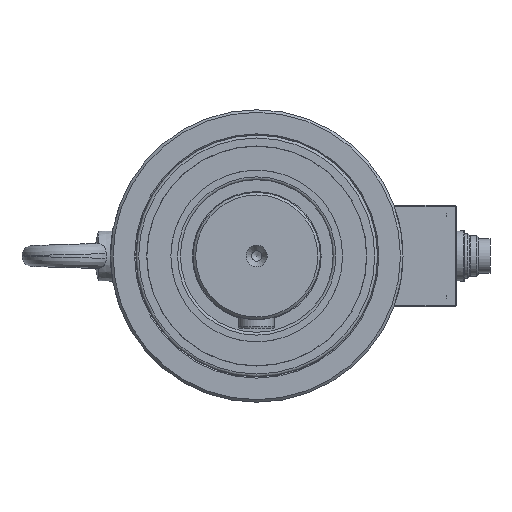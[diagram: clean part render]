
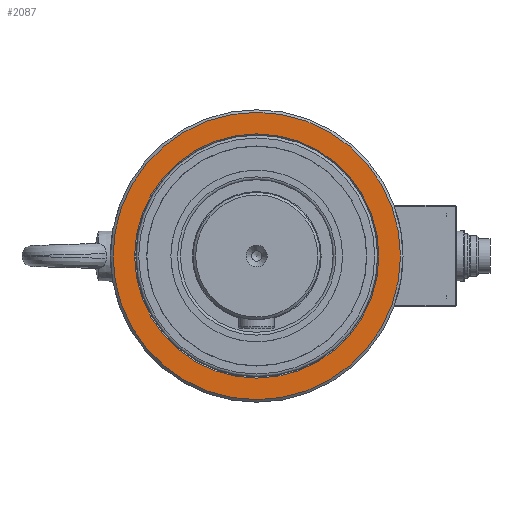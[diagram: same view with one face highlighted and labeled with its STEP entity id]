
A CAD part, left-side view. The second image highlights one B-rep face of the part: STEP entity #2087.
In plain terms, the highlighted planar face has unit normal (-1, 0, 0).
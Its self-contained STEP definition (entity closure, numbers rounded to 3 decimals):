
#2087 = ADVANCED_FACE( '', ( #4091, #4092 ), #4093, .T. );
#4091 = FACE_OUTER_BOUND( '', #7575, .T. );
#4092 = FACE_BOUND( '', #7576, .T. );
#4093 = PLANE( '', #7577 );
#7575 = EDGE_LOOP( '', ( #10874 ) );
#7576 = EDGE_LOOP( '', ( #10875 ) );
#7577 = AXIS2_PLACEMENT_3D( '', #10876, #10877, #10878 );
#10874 = ORIENTED_EDGE( '', *, *, #11335, .T. );
#10875 = ORIENTED_EDGE( '', *, *, #11432, .T. );
#10876 = CARTESIAN_POINT( '', ( 0., 0., 0. ) );
#10877 = DIRECTION( '', ( -1., 0., 0. ) );
#10878 = DIRECTION( '', ( 0., -1., 0. ) );
#11335 = EDGE_CURVE( '', #12694, #12694, #12695, .T. );
#11432 = EDGE_CURVE( '', #12853, #12853, #12854, .F. );
#12694 = VERTEX_POINT( '', #14680 );
#12695 = CIRCLE( '', #14681, 56.5 );
#12853 = VERTEX_POINT( '', #14911 );
#12854 = CIRCLE( '', #14912, 48. );
#14680 = CARTESIAN_POINT( '', ( 0., -56.5, 0. ) );
#14681 = AXIS2_PLACEMENT_3D( '', #17376, #17377, #17378 );
#14911 = CARTESIAN_POINT( '', ( 0., -48., 0. ) );
#14912 = AXIS2_PLACEMENT_3D( '', #17527, #17528, #17529 );
#17376 = CARTESIAN_POINT( '', ( 0., 0., 0. ) );
#17377 = DIRECTION( '', ( -1., 0., 0. ) );
#17378 = DIRECTION( '', ( 0., -1., 0. ) );
#17527 = CARTESIAN_POINT( '', ( 0., 0., 0. ) );
#17528 = DIRECTION( '', ( -1., 0., 0. ) );
#17529 = DIRECTION( '', ( 0., -1., 0. ) );
